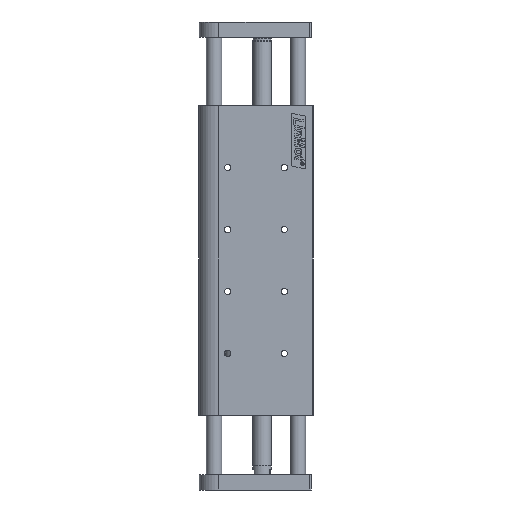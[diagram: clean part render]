
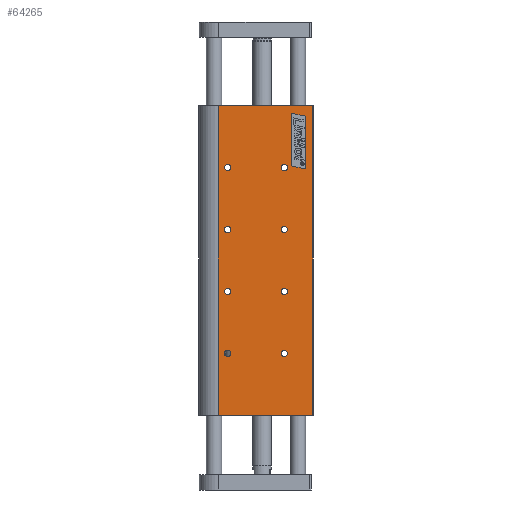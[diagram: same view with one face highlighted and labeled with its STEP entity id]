
A CAD part, left-side view. The second image highlights one B-rep face of the part: STEP entity #64265.
In plain terms, the highlighted planar face has unit normal (-1, 0, 0).
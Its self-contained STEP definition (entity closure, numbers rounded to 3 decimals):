
#375 = DIRECTION ( 'NONE',  ( 0., 0., 1. ) ) ;
#502 = EDGE_CURVE ( 'NONE', #39408, #32016, #16505, .T. ) ;
#778 = ORIENTED_EDGE ( 'NONE', *, *, #36111, .T. ) ;
#2080 = CIRCLE ( 'NONE', #12636, 2.1 ) ;
#2681 = CARTESIAN_POINT ( 'NONE',  ( -12.5, 28.5, 0. ) ) ;
#2723 = CARTESIAN_POINT ( 'NONE',  ( -12.5, -27.916, 159.104 ) ) ;
#3271 = CARTESIAN_POINT ( 'NONE',  ( -12.5, 22.25, 80. ) ) ;
#3275 = EDGE_CURVE ( 'NONE', #86072, #86072, #66736, .T. ) ;
#5476 = CARTESIAN_POINT ( 'NONE',  ( -12.5, 22.25, 122.1 ) ) ;
#6264 = CARTESIAN_POINT ( 'NONE',  ( -12.5, -14.25, 82.1 ) ) ;
#6330 = CARTESIAN_POINT ( 'NONE',  ( -12.5, -32.5, 200. ) ) ;
#6393 = VERTEX_POINT ( 'NONE', #20508 ) ;
#6492 = VERTEX_POINT ( 'NONE', #62913 ) ;
#6938 = DIRECTION ( 'NONE',  ( 0., 0., 1. ) ) ;
#7383 = DIRECTION ( 'NONE',  ( -1., 0., 0. ) ) ;
#7406 = EDGE_CURVE ( 'NONE', #6492, #6492, #52630, .T. ) ;
#7800 = LINE ( 'NONE', #88167, #83393 ) ;
#7884 = DIRECTION ( 'NONE',  ( 0., 1., 0. ) ) ;
#7943 = CARTESIAN_POINT ( 'NONE',  ( -12.5, -18.931, 195.041 ) ) ;
#7954 = EDGE_CURVE ( 'NONE', #74263, #25886, #17611, .T. ) ;
#8372 = DIRECTION ( 'NONE',  ( -1., 0., 0. ) ) ;
#8574 = ORIENTED_EDGE ( 'NONE', *, *, #3275, .F. ) ;
#8615 = LINE ( 'NONE', #43852, #21147 ) ;
#9016 = ORIENTED_EDGE ( 'NONE', *, *, #59583, .T. ) ;
#9707 = VECTOR ( 'NONE', #32667, 1000. ) ;
#10084 = VERTEX_POINT ( 'NONE', #18073 ) ;
#10690 = DIRECTION ( 'NONE',  ( 1., 0., 0. ) ) ;
#10959 = EDGE_LOOP ( 'NONE', ( #78907 ) ) ;
#11326 = CARTESIAN_POINT ( 'NONE',  ( -12.5, 28.5, 200. ) ) ;
#12077 = AXIS2_PLACEMENT_3D ( 'NONE', #63390, #77958, #92984 ) ;
#12105 = EDGE_CURVE ( 'NONE', #71401, #71401, #15446, .T. ) ;
#12636 = AXIS2_PLACEMENT_3D ( 'NONE', #63827, #7383, #6938 ) ;
#14177 = VERTEX_POINT ( 'NONE', #74967 ) ;
#14269 = DIRECTION ( 'NONE',  ( 0., 0., -1. ) ) ;
#15446 = CIRCLE ( 'NONE', #80033, 2. ) ;
#16201 = CIRCLE ( 'NONE', #55225, 2. ) ;
#16505 = LINE ( 'NONE', #11326, #29388 ) ;
#16808 = FACE_BOUND ( 'NONE', #59277, .T. ) ;
#16974 = VECTOR ( 'NONE', #46248, 1000. ) ;
#17098 = DIRECTION ( 'NONE',  ( 0., 0., 1. ) ) ;
#17218 = ORIENTED_EDGE ( 'NONE', *, *, #502, .T. ) ;
#17611 = LINE ( 'NONE', #68388, #16974 ) ;
#17751 = FACE_OUTER_BOUND ( 'NONE', #68656, .T. ) ;
#18073 = CARTESIAN_POINT ( 'NONE',  ( -12.5, -14.25, 38. ) ) ;
#18350 = DIRECTION ( 'NONE',  ( 1., 0., 0. ) ) ;
#20231 = ORIENTED_EDGE ( 'NONE', *, *, #64109, .T. ) ;
#20259 = CARTESIAN_POINT ( 'NONE',  ( -12.5, -18.931, 161.015 ) ) ;
#20494 = VERTEX_POINT ( 'NONE', #28447 ) ;
#20508 = CARTESIAN_POINT ( 'NONE',  ( -12.5, 22.25, 158. ) ) ;
#20700 = ORIENTED_EDGE ( 'NONE', *, *, #7406, .T. ) ;
#21147 = VECTOR ( 'NONE', #72565, 1000. ) ;
#22077 = CARTESIAN_POINT ( 'NONE',  ( -12.5, -14.25, 162.1 ) ) ;
#24593 = DIRECTION ( 'NONE',  ( -1., 0., 0. ) ) ;
#25327 = EDGE_CURVE ( 'NONE', #20494, #20494, #48484, .T. ) ;
#25886 = VERTEX_POINT ( 'NONE', #61383 ) ;
#26151 = FACE_BOUND ( 'NONE', #67963, .T. ) ;
#26598 = VERTEX_POINT ( 'NONE', #5476 ) ;
#26668 = CARTESIAN_POINT ( 'NONE',  ( -12.5, 28.5, 200. ) ) ;
#26855 = EDGE_LOOP ( 'NONE', ( #20700 ) ) ;
#28447 = CARTESIAN_POINT ( 'NONE',  ( -12.5, 22.25, 42.1 ) ) ;
#28989 = VECTOR ( 'NONE', #7884, 1000. ) ;
#29388 = VECTOR ( 'NONE', #45161, 1000. ) ;
#30491 = VECTOR ( 'NONE', #74398, 1000. ) ;
#31120 = LINE ( 'NONE', #80973, #30491 ) ;
#31629 = ORIENTED_EDGE ( 'NONE', *, *, #46474, .F. ) ;
#31822 = FACE_BOUND ( 'NONE', #58081, .T. ) ;
#31985 = AXIS2_PLACEMENT_3D ( 'NONE', #60334, #24593, #17098 ) ;
#32016 = VERTEX_POINT ( 'NONE', #26668 ) ;
#32667 = DIRECTION ( 'NONE',  ( 0., 0., 1. ) ) ;
#32718 = AXIS2_PLACEMENT_3D ( 'NONE', #51155, #8372, #375 ) ;
#33212 = PLANE ( 'NONE',  #63614 ) ;
#33793 = LINE ( 'NONE', #70940, #51607 ) ;
#35632 = CARTESIAN_POINT ( 'NONE',  ( -12.5, 22.25, 78. ) ) ;
#36111 = EDGE_CURVE ( 'NONE', #10084, #10084, #45105, .T. ) ;
#36999 = LINE ( 'NONE', #51139, #28989 ) ;
#39408 = VERTEX_POINT ( 'NONE', #6330 ) ;
#39667 = AXIS2_PLACEMENT_3D ( 'NONE', #64705, #43505, #78814 ) ;
#41973 = DIRECTION ( 'NONE',  ( 1., 0., 0. ) ) ;
#43505 = DIRECTION ( 'NONE',  ( -1., 0., 0. ) ) ;
#43597 = EDGE_LOOP ( 'NONE', ( #31629 ) ) ;
#43852 = CARTESIAN_POINT ( 'NONE',  ( -12.5, -32.5, 0. ) ) ;
#45105 = CIRCLE ( 'NONE', #52671, 2. ) ;
#45161 = DIRECTION ( 'NONE',  ( 0., 1., 0. ) ) ;
#45441 = DIRECTION ( 'NONE',  ( 0., 1., 0. ) ) ;
#46084 = DIRECTION ( 'NONE',  ( 1., 0., 0. ) ) ;
#46248 = DIRECTION ( 'NONE',  ( 0., -0.978, -0.208 ) ) ;
#46378 = FACE_BOUND ( 'NONE', #76931, .T. ) ;
#46474 = EDGE_CURVE ( 'NONE', #77737, #77737, #2080, .T. ) ;
#48484 = CIRCLE ( 'NONE', #31985, 2.1 ) ;
#51139 = CARTESIAN_POINT ( 'NONE',  ( -12.5, 28.5, 0. ) ) ;
#51155 = CARTESIAN_POINT ( 'NONE',  ( -12.5, 22.25, 120. ) ) ;
#51607 = VECTOR ( 'NONE', #62488, 1000. ) ;
#52630 = CIRCLE ( 'NONE', #12077, 2. ) ;
#52671 = AXIS2_PLACEMENT_3D ( 'NONE', #60207, #46084, #67745 ) ;
#53501 = FACE_BOUND ( 'NONE', #43597, .T. ) ;
#53776 = CIRCLE ( 'NONE', #32718, 2.1 ) ;
#54881 = FACE_BOUND ( 'NONE', #26855, .T. ) ;
#55225 = AXIS2_PLACEMENT_3D ( 'NONE', #57026, #41973, #14269 ) ;
#56723 = CARTESIAN_POINT ( 'NONE',  ( -12.5, -32.5, 0. ) ) ;
#57026 = CARTESIAN_POINT ( 'NONE',  ( -12.5, 22.25, 160. ) ) ;
#58081 = EDGE_LOOP ( 'NONE', ( #778 ) ) ;
#59277 = EDGE_LOOP ( 'NONE', ( #8574 ) ) ;
#59393 = EDGE_LOOP ( 'NONE', ( #82121 ) ) ;
#59583 = EDGE_CURVE ( 'NONE', #91701, #39408, #8615, .T. ) ;
#60207 = CARTESIAN_POINT ( 'NONE',  ( -12.5, -14.25, 40. ) ) ;
#60334 = CARTESIAN_POINT ( 'NONE',  ( -12.5, 22.25, 40. ) ) ;
#60511 = FACE_BOUND ( 'NONE', #10959, .T. ) ;
#61383 = CARTESIAN_POINT ( 'NONE',  ( -12.5, -27.916, 193.128 ) ) ;
#61423 = FACE_BOUND ( 'NONE', #59393, .T. ) ;
#62488 = DIRECTION ( 'NONE',  ( 0., 0.978, 0.208 ) ) ;
#62713 = ORIENTED_EDGE ( 'NONE', *, *, #25327, .F. ) ;
#62913 = CARTESIAN_POINT ( 'NONE',  ( -12.5, -14.25, 118. ) ) ;
#63376 = EDGE_CURVE ( 'NONE', #91701, #14177, #36999, .T. ) ;
#63390 = CARTESIAN_POINT ( 'NONE',  ( -12.5, -14.25, 120. ) ) ;
#63461 = ORIENTED_EDGE ( 'NONE', *, *, #82698, .T. ) ;
#63614 = AXIS2_PLACEMENT_3D ( 'NONE', #2681, #10690, #45441 ) ;
#63827 = CARTESIAN_POINT ( 'NONE',  ( -12.5, -14.25, 80. ) ) ;
#64109 = EDGE_CURVE ( 'NONE', #74359, #83107, #33793, .T. ) ;
#64265 = ADVANCED_FACE ( 'NONE', ( #61423, #26151, #54881, #31822, #53501, #60511, #82150, #16808, #17751, #46378 ), #33212, .F. ) ;
#64705 = CARTESIAN_POINT ( 'NONE',  ( -12.5, -14.25, 160. ) ) ;
#66736 = CIRCLE ( 'NONE', #39667, 2.1 ) ;
#67428 = ORIENTED_EDGE ( 'NONE', *, *, #63376, .F. ) ;
#67745 = DIRECTION ( 'NONE',  ( 0., 0., -1. ) ) ;
#67963 = EDGE_LOOP ( 'NONE', ( #73844 ) ) ;
#68388 = CARTESIAN_POINT ( 'NONE',  ( -12.5, -40.548, 190.438 ) ) ;
#68656 = EDGE_LOOP ( 'NONE', ( #67428, #9016, #17218, #92733 ) ) ;
#70940 = CARTESIAN_POINT ( 'NONE',  ( -12.5, -33.6, 157.894 ) ) ;
#71401 = VERTEX_POINT ( 'NONE', #35632 ) ;
#72565 = DIRECTION ( 'NONE',  ( 0., 0., 1. ) ) ;
#73148 = DIRECTION ( 'NONE',  ( 0., 0., -1. ) ) ;
#73844 = ORIENTED_EDGE ( 'NONE', *, *, #12105, .T. ) ;
#74263 = VERTEX_POINT ( 'NONE', #7943 ) ;
#74359 = VERTEX_POINT ( 'NONE', #2723 ) ;
#74398 = DIRECTION ( 'NONE',  ( 0., 0., -1. ) ) ;
#74967 = CARTESIAN_POINT ( 'NONE',  ( -12.5, 28.5, 0. ) ) ;
#75004 = CARTESIAN_POINT ( 'NONE',  ( -12.5, -18.931, 0. ) ) ;
#76931 = EDGE_LOOP ( 'NONE', ( #63461, #20231, #89248, #82100 ) ) ;
#77737 = VERTEX_POINT ( 'NONE', #6264 ) ;
#77958 = DIRECTION ( 'NONE',  ( 1., 0., 0. ) ) ;
#78814 = DIRECTION ( 'NONE',  ( 0., 0., 1. ) ) ;
#78907 = ORIENTED_EDGE ( 'NONE', *, *, #79778, .F. ) ;
#79778 = EDGE_CURVE ( 'NONE', #26598, #26598, #53776, .T. ) ;
#79854 = EDGE_CURVE ( 'NONE', #6393, #6393, #16201, .T. ) ;
#80033 = AXIS2_PLACEMENT_3D ( 'NONE', #3271, #18350, #90729 ) ;
#80742 = EDGE_LOOP ( 'NONE', ( #62713 ) ) ;
#80973 = CARTESIAN_POINT ( 'NONE',  ( -12.5, -27.916, 0. ) ) ;
#82100 = ORIENTED_EDGE ( 'NONE', *, *, #7954, .T. ) ;
#82121 = ORIENTED_EDGE ( 'NONE', *, *, #79854, .T. ) ;
#82150 = FACE_BOUND ( 'NONE', #80742, .T. ) ;
#82698 = EDGE_CURVE ( 'NONE', #25886, #74359, #31120, .T. ) ;
#83107 = VERTEX_POINT ( 'NONE', #20259 ) ;
#83393 = VECTOR ( 'NONE', #73148, 1000. ) ;
#84724 = EDGE_CURVE ( 'NONE', #32016, #14177, #7800, .T. ) ;
#85534 = EDGE_CURVE ( 'NONE', #83107, #74263, #90517, .T. ) ;
#86072 = VERTEX_POINT ( 'NONE', #22077 ) ;
#88167 = CARTESIAN_POINT ( 'NONE',  ( -12.5, 28.5, 200. ) ) ;
#89248 = ORIENTED_EDGE ( 'NONE', *, *, #85534, .T. ) ;
#90517 = LINE ( 'NONE', #75004, #9707 ) ;
#90729 = DIRECTION ( 'NONE',  ( 0., 0., -1. ) ) ;
#91701 = VERTEX_POINT ( 'NONE', #56723 ) ;
#92733 = ORIENTED_EDGE ( 'NONE', *, *, #84724, .T. ) ;
#92984 = DIRECTION ( 'NONE',  ( 0., 0., -1. ) ) ;
